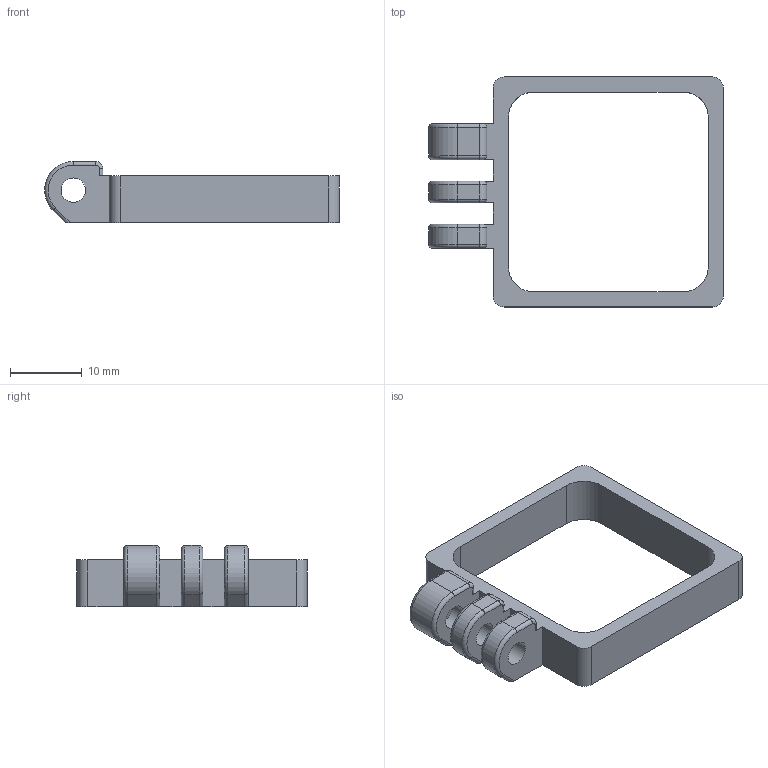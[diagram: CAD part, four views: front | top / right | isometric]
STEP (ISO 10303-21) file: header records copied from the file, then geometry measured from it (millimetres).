
FILE_DESCRIPTION(('STEP AP242'), '1');
FILE_NAME('sky04x_rx_bracket', '2022-02-02T05:16:20', ('ancher'), (''), 'C3D Converter', 'C3D Toolkit', '');
FILE_SCHEMA(('AP242_MANAGED_MODEL_BASED_3D_ENGINEERING_MIM_LF { 1 0 10303 442 1 1 4 }'));
Length unit declared in the file: millimetre
Bounding box: 40.99 x 32 x 8.5 mm (x, y, z)
Volume: 2273.4 mm3; surface area: 2693.6 mm2
Topology: 1 solids, 1 shells, 82 faces, 282 edges, 260 vertices
Faces by surface type: cylinder 35, plane 35, torus 12
Full cylindrical faces by diameter (mm): 3.4 x3
Entity records: 4366 total; most frequent: CARTESIAN_POINT 630, DIRECTION 534, ORIENTED_EDGE 420, EDGE_CURVE 210, AXIS2_PLACEMENT_3D 203, COLOUR_RGB 192, PRESENTATION_STYLE_ASSIGNMENT 192, STYLED_ITEM 143
